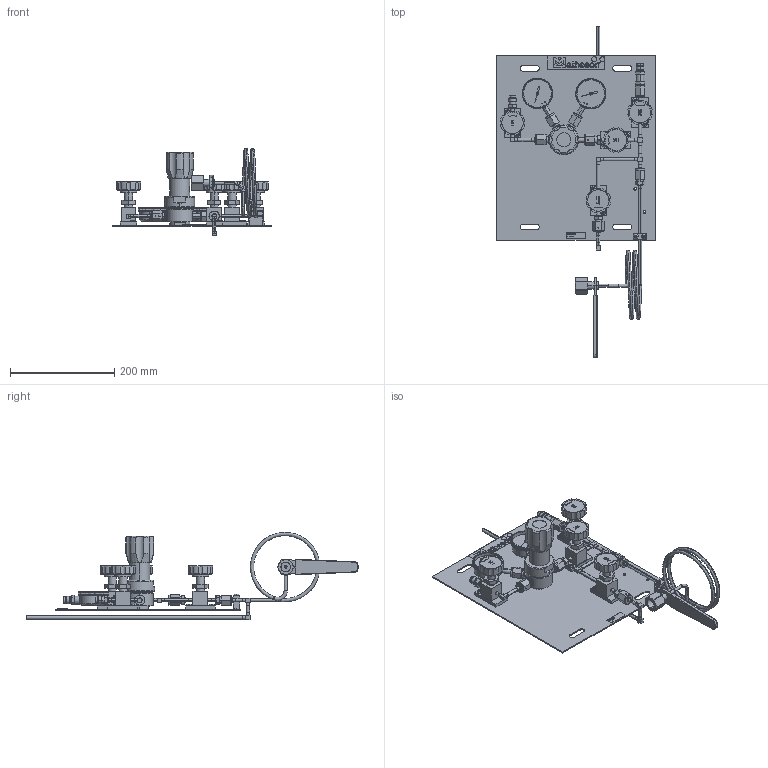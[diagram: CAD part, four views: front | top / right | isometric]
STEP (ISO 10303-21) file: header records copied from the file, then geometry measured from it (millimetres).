
FILE_DESCRIPTION((''),'2;1');
FILE_NAME('MPAN-94X0-XXX-0_ASM','2020-12-14T16:23:51',('CRosado'),('MATHESON TRI-GAS'),'CREO PARAMETRIC BY PTC INC, 2018260','CREO PARAMETRIC BY PTC INC, 2018260','');
FILE_SCHEMA(('CONFIG_CONTROL_DESIGN'));
Length unit declared in the file: inch
Products named in the file (62): MPLA-1177-SA; MBLO-0107-AB; MLBL-0206-QE; MSPA-0014-AB; MELB-0024-SA; S032-2216_AF0; MGLN-0096-SA; MNUT-0046-SA; MTEE-0042-SA; MGLN-0024-SA_USE_MGLN-0090-SA; MNUT-0033-SA; S032-2216_AF1; S032-2216_AF2; MMOD-2089-SA0001; MMOD-2089-SA0002; MMOD-2089-SA0003; MMOD-2089-SA0004; MMOD-2089-SA0005; S901-0685-002; S901-0685-001; S901-0685-003; MMOD-2089-SA_ASM; MPGT-1210-PT1; MPGT-1210-PT20001; MPGT-1210-PT2_ASM; MPGT-1210-PT30001; MPGT-1210-PT3_ASM; MCNN-0466-SA; MPGT-1210-720_ASM; AP1010S_4PW_FV4_MV4_0_0_MATH_2; AP1010S_4PW_FV4_MV4_0_0_MATH_3; AP1010S_4PW_FV4_MV4_0_0_MATH_4; AP1010S_4PW_FV4_MV4_0_0_MATH_5; AP1010S_4PW_FV4_MV4_0_0_MATH_9; AP1010S_4PW_FV4_MV4_0_0_MATH_10; AP1010S_4PW_FV4_MV4_0_0_MATH_11; _AP1010S_4PW_FV4_MV4_0_0_MATH; S404-0415; MREG-0448-SA_ASM; MHAN-0042-XX ...
Assembly tree (109 placements, depth 4):
  MPAN-94X0-XXX-0_ASM
    MPLA-1177-SA
    MBLO-0107-AB
    MLBL-0206-QE
    MSPA-0014-AB  x4
    MMOD-2089-SA_ASM
      MELB-0024-SA
      S032-2216_AF0
      MGLN-0096-SA  x2
      MNUT-0046-SA  x2
      MTEE-0042-SA  x2
      MGLN-0024-SA_USE_MGLN-0090-SA  x2
      MNUT-0033-SA  x2
      S032-2216_AF1
      S032-2216_AF2
      MMOD-2089-SA0001
      MMOD-2089-SA0002
      MMOD-2089-SA0003
      MMOD-2089-SA0004
      MMOD-2089-SA0005
      S901-0685-002
      S901-0685-001
      S901-0685-003
    MPGT-1210-720_ASM
      MPGT-1210-PT1
      MPGT-1210-PT2_ASM
        MPGT-1210-PT20001
      MPGT-1210-PT3_ASM
        MPGT-1210-PT30001
      MGLN-0096-SA
      MNUT-0046-SA
      MCNN-0466-SA
    MREG-0448-SA_ASM
      AP1010S_4PW_FV4_MV4_0_0_MATH_2
      AP1010S_4PW_FV4_MV4_0_0_MATH_3
      AP1010S_4PW_FV4_MV4_0_0_MATH_4
      AP1010S_4PW_FV4_MV4_0_0_MATH_5
      AP1010S_4PW_FV4_MV4_0_0_MATH_9
      AP1010S_4PW_FV4_MV4_0_0_MATH_10
      AP1010S_4PW_FV4_MV4_0_0_MATH_11
      _AP1010S_4PW_FV4_MV4_0_0_MATH
      S404-0415  x3
      MNUT-0033-SA
    MHAN-0042-XX
    MGAG-0023-SA_ASM
      ____BODY_NONE
      NEEDLE_NONE
      GLAND_2
      S404-0218
    MLBL-0179-OLD
    MVLV-0407-SA
    MSTB-0354-SA_ASM
      MELB-0024-SA  x2
      MGLN-0024-SA_USE_MGLN-0090-SA
      MNUT-0033-SA
      MSTB-0354-SA0001
      MSTB-0354-SA0002
      MSTB-0354-SA0003
    MSCR-0088-SZ  x8
    MSCR-0130-SZ  x8
Bounding box: 304.8 x 638.07 x 167.6 mm (x, y, z)
Volume: 1012645.1 mm3; surface area: 511733.1 mm2
Topology: 100 solids, 121 shells, 5013 faces, 13399 edges, 8778 vertices
Faces by surface type: cylinder 3243, plane 1352, cone 206, torus 116, sphere 94, bspline 2
Entity records: 97434 total; most frequent: CARTESIAN_POINT 19896, DIRECTION 17256, ORIENTED_EDGE 15498, EDGE_CURVE 7789, AXIS2_PLACEMENT_3D 6783, VERTEX_POINT 5178, VECTOR 3690, LINE 3690
